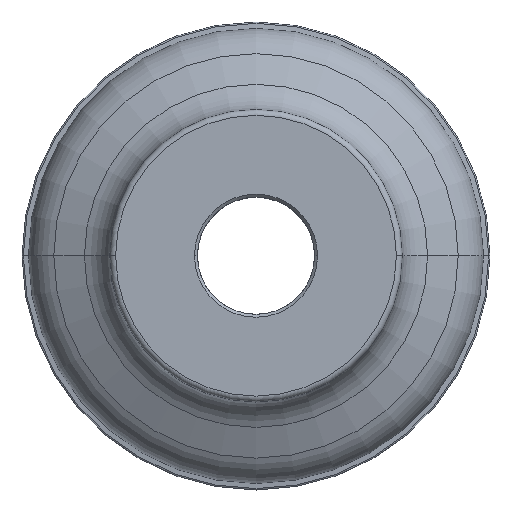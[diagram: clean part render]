
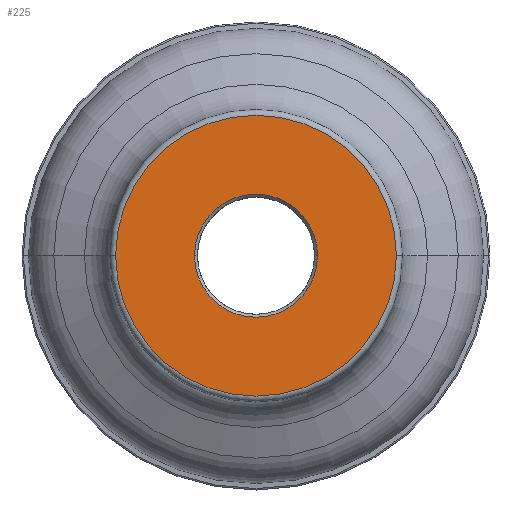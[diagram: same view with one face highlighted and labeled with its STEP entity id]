
A CAD part, top view. The second image highlights one B-rep face of the part: STEP entity #225.
In plain terms, the highlighted planar face has unit normal (0, 0, 1).
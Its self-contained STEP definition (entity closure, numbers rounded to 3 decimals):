
#225=ADVANCED_FACE('',(#290,#291),#283,.F.);
#283=PLANE('',#1454);
#290=FACE_BOUND('',#328,.T.);
#291=FACE_BOUND('',#329,.T.);
#328=EDGE_LOOP('',(#502,#503));
#329=EDGE_LOOP('',(#504,#505));
#502=ORIENTED_EDGE('',*,*,#878,.T.);
#503=ORIENTED_EDGE('',*,*,#879,.T.);
#504=ORIENTED_EDGE('',*,*,#880,.T.);
#505=ORIENTED_EDGE('',*,*,#881,.T.);
#760=VERTEX_POINT('',#2241);
#761=VERTEX_POINT('',#2242);
#762=VERTEX_POINT('',#2245);
#763=VERTEX_POINT('',#2246);
#878=EDGE_CURVE('',#760,#761,#1046,.T.);
#879=EDGE_CURVE('',#761,#760,#1047,.T.);
#880=EDGE_CURVE('',#762,#763,#1048,.T.);
#881=EDGE_CURVE('',#763,#762,#1049,.T.);
#1046=CIRCLE('',#1450,48.);
#1047=CIRCLE('',#1451,48.);
#1048=CIRCLE('',#1452,21.035);
#1049=CIRCLE('',#1453,21.035);
#1450=AXIS2_PLACEMENT_3D('',#2240,#1789,#1790);
#1451=AXIS2_PLACEMENT_3D('',#2243,#1791,#1792);
#1452=AXIS2_PLACEMENT_3D('',#2244,#1793,#1794);
#1453=AXIS2_PLACEMENT_3D('',#2247,#1795,#1796);
#1454=AXIS2_PLACEMENT_3D('',#2248,#1797,#1798);
#1789=DIRECTION('',(0.,0.,1.));
#1790=DIRECTION('',(1.,0.,0.));
#1791=DIRECTION('',(0.,0.,1.));
#1792=DIRECTION('',(-1.,0.,0.));
#1793=DIRECTION('',(0.,0.,-1.));
#1794=DIRECTION('',(1.,0.,0.));
#1795=DIRECTION('',(0.,0.,-1.));
#1796=DIRECTION('',(-1.,0.,0.));
#1797=DIRECTION('',(0.,0.,-1.));
#1798=DIRECTION('',(1.,0.,0.));
#2240=CARTESIAN_POINT('',(0.,0.,0.));
#2241=CARTESIAN_POINT('',(48.,0.,0.));
#2242=CARTESIAN_POINT('',(-48.,0.,0.));
#2243=CARTESIAN_POINT('',(0.,0.,0.));
#2244=CARTESIAN_POINT('',(0.,0.,0.));
#2245=CARTESIAN_POINT('',(21.035,0.,0.));
#2246=CARTESIAN_POINT('',(-21.035,0.,0.));
#2247=CARTESIAN_POINT('',(0.,0.,0.));
#2248=CARTESIAN_POINT('',(0.,0.,0.));
